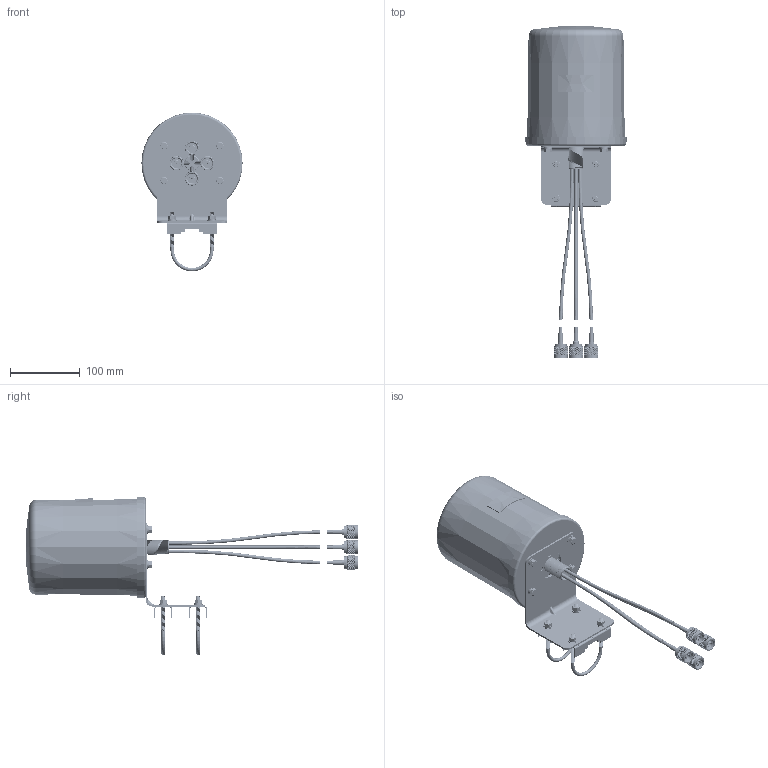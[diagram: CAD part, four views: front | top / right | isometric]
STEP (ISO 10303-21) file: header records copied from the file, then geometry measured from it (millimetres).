
FILE_DESCRIPTION (( 'STEP AP214' ), '1' );
FILE_NAME ('FMANOM1163_3D.step', '2024-03-05T16:41:07', ( '' ), ( '' ), 'SwSTEP 2.0', 'SolidWorks 2022', '' );
FILE_SCHEMA (( 'AUTOMOTIVE_DESIGN' ));
Length unit declared in the file: inch
Products named in the file (16): WXFFG06A_03^PEANOM1162_FMANOM1163; CB401W5G_04B^PEANOM1162_FMANOM1163; KM3X10^PEANOM1162_FMANOM1163; LUOMU_M6^PEANOM1162_FMANOM1163; ZHIJIA^PEANOM1162_FMANOM1163; Part54^FMANOM1163; TANJIE_6^PEANOM1162_FMANOM1163; JM_TA_03^PEANOM1162_FMANOM1163; FMANOM1163_3D; PEANOM1162^FMANOM1163; DIANPIAN_6X13X1^PEANOM1162_FMANOM1163; JM_TA_02^PEANOM1162_FMANOM1163; PE4329-LV_CRIMPED; HM6X20^PEANOM1162_FMANOM1163; CB401W5G_03^PEANOM1162_FMANOM1163; DIANLAN125^PEANOM1162_FMANOM1163
Assembly tree (43 placements, depth 3):
  FMANOM1163_3D
    PEANOM1162^FMANOM1163
      CB401W5G_03^PEANOM1162_FMANOM1163
      CB401W5G_04B^PEANOM1162_FMANOM1163
      WXFFG06A_03^PEANOM1162_FMANOM1163
      KM3X10^PEANOM1162_FMANOM1163  x4
      ZHIJIA^PEANOM1162_FMANOM1163
      JM_TA_02^PEANOM1162_FMANOM1163  x2
      JM_TA_03^PEANOM1162_FMANOM1163  x2
      DIANPIAN_6X13X1^PEANOM1162_FMANOM1163  x8
      TANJIE_6^PEANOM1162_FMANOM1163  x8
      LUOMU_M6^PEANOM1162_FMANOM1163  x4
      HM6X20^PEANOM1162_FMANOM1163  x4
      DIANLAN125^PEANOM1162_FMANOM1163
    Part54^FMANOM1163
    PE4329-LV_CRIMPED  x4
Bounding box: 145 x 475.79 x 227.5 mm (x, y, z)
Volume: 367045.7 mm3; surface area: 352394.2 mm2
Topology: 53 solids, 53 shells, 11137 faces, 25559 edges, 14599 vertices
Faces by surface type: bspline 7517, cylinder 2601, plane 699, cone 242, torus 74, sphere 4
Entity records: 173950 total; most frequent: CARTESIAN_POINT 118002, ORIENTED_EDGE 15962, EDGE_CURVE 7981, DIRECTION 5802, VERTEX_POINT 4733, EDGE_LOOP 3430, FACE_OUTER_BOUND 3333, ADVANCED_FACE 3333
